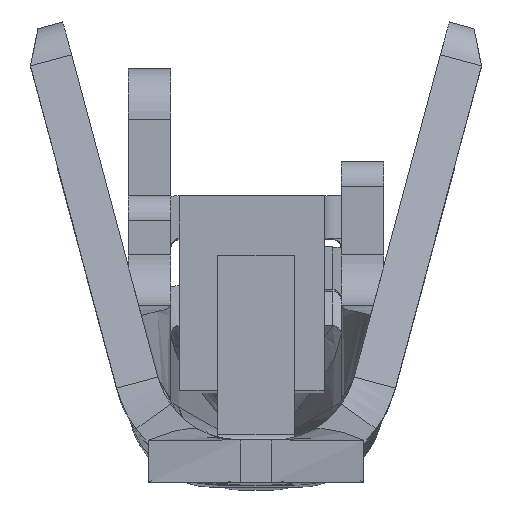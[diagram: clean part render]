
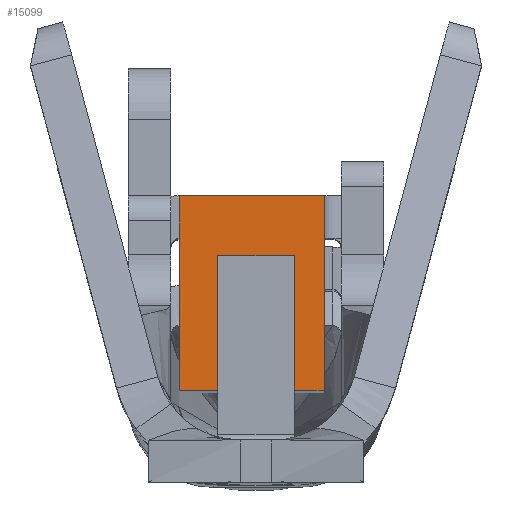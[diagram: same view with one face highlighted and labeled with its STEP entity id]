
A CAD part, top view. The second image highlights one B-rep face of the part: STEP entity #15099.
In plain terms, the highlighted planar face has unit normal (0, 0, 1).
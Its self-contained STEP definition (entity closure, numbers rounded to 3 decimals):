
#436=CARTESIAN_POINT('',(-0.45,1.7,1.931));
#437=VERTEX_POINT('',#436);
#1544=CARTESIAN_POINT('',(-0.45,1.45,1.931));
#1545=VERTEX_POINT('',#1544);
#1558=CARTESIAN_POINT('',(-0.45,1.45,1.931));
#1559=CARTESIAN_POINT('',(-0.45,1.5,1.931));
#1560=CARTESIAN_POINT('',(-0.45,1.55,1.931));
#1561=CARTESIAN_POINT('',(-0.45,1.6,1.931));
#1562=CARTESIAN_POINT('',(-0.45,1.65,1.931));
#1563=CARTESIAN_POINT('',(-0.45,1.7,1.931));
#1564=B_SPLINE_CURVE_WITH_KNOTS('',5,(#1558,#1559,#1560,#1561,#1562,#1563),.UNSPECIFIED.,.F.,.U.,(6,6),(0.,0.25),.UNSPECIFIED.);
#1565=EDGE_CURVE('',#1545,#437,#1564,.T.);
#1660=CARTESIAN_POINT('',(0.4,1.7,1.931));
#1661=VERTEX_POINT('',#1660);
#1662=CARTESIAN_POINT('',(-0.45,1.7,1.931));
#1663=CARTESIAN_POINT('',(-0.28,1.7,1.931));
#1664=CARTESIAN_POINT('',(-0.11,1.7,1.931));
#1665=CARTESIAN_POINT('',(0.06,1.7,1.931));
#1666=CARTESIAN_POINT('',(0.23,1.7,1.931));
#1667=CARTESIAN_POINT('',(0.4,1.7,1.931));
#1668=B_SPLINE_CURVE_WITH_KNOTS('',5,(#1662,#1663,#1664,#1665,#1666,#1667),.UNSPECIFIED.,.F.,.U.,(6,6),(0.,0.85),.UNSPECIFIED.);
#1669=EDGE_CURVE('',#437,#1661,#1668,.T.);
#11641=CARTESIAN_POINT('',(0.225,0.555,1.931));
#11642=VERTEX_POINT('',#11641);
#11649=CARTESIAN_POINT('',(0.225,1.346,1.931));
#11650=VERTEX_POINT('',#11649);
#11651=CARTESIAN_POINT('',(0.225,1.346,1.931));
#11652=DIRECTION('',(0.,-1.,0.));
#11653=VECTOR('',#11652,0.792);
#11654=LINE('',#11651,#11653);
#11655=EDGE_CURVE('',#11650,#11642,#11654,.T.);
#11697=CARTESIAN_POINT('',(-0.225,1.346,1.931));
#11698=VERTEX_POINT('',#11697);
#11708=CARTESIAN_POINT('',(-0.225,0.555,1.931));
#11709=VERTEX_POINT('',#11708);
#11710=CARTESIAN_POINT('',(-0.225,0.555,1.931));
#11711=DIRECTION('',(0.,1.,0.));
#11712=VECTOR('',#11711,0.792);
#11713=LINE('',#11710,#11712);
#11714=EDGE_CURVE('',#11709,#11698,#11713,.T.);
#11742=CARTESIAN_POINT('',(-0.225,1.346,1.931));
#11743=DIRECTION('',(1.,0.,0.));
#11744=VECTOR('',#11743,0.45);
#11745=LINE('',#11742,#11744);
#11746=EDGE_CURVE('',#11698,#11650,#11745,.T.);
#14944=CARTESIAN_POINT('',(-0.45,0.555,1.931));
#14945=VERTEX_POINT('',#14944);
#14952=CARTESIAN_POINT('',(-0.45,1.45,1.931));
#14953=DIRECTION('',(0.,-1.,0.));
#14954=VECTOR('',#14953,0.895);
#14955=LINE('',#14952,#14954);
#14956=EDGE_CURVE('',#1545,#14945,#14955,.T.);
#14999=CARTESIAN_POINT('',(-0.45,0.555,1.931));
#15000=DIRECTION('',(1.,0.,0.));
#15001=VECTOR('',#15000,0.225);
#15002=LINE('',#14999,#15001);
#15003=EDGE_CURVE('',#14945,#11709,#15002,.T.);
#15008=CARTESIAN_POINT('',(0.4,0.555,1.931));
#15009=VERTEX_POINT('',#15008);
#15010=CARTESIAN_POINT('',(0.225,0.555,1.931));
#15011=DIRECTION('',(1.,0.,0.));
#15012=VECTOR('',#15011,0.175);
#15013=LINE('',#15010,#15012);
#15014=EDGE_CURVE('',#11642,#15009,#15013,.T.);
#15032=CARTESIAN_POINT('',(0.4,1.45,1.931));
#15033=VERTEX_POINT('',#15032);
#15034=CARTESIAN_POINT('',(0.4,0.555,1.931));
#15035=DIRECTION('',(0.,1.,0.));
#15036=VECTOR('',#15035,0.895);
#15037=LINE('',#15034,#15036);
#15038=EDGE_CURVE('',#15009,#15033,#15037,.T.);
#15064=CARTESIAN_POINT('',(0.4,1.45,1.931));
#15065=CARTESIAN_POINT('',(0.4,1.5,1.931));
#15066=CARTESIAN_POINT('',(0.4,1.55,1.931));
#15067=CARTESIAN_POINT('',(0.4,1.6,1.931));
#15068=CARTESIAN_POINT('',(0.4,1.65,1.931));
#15069=CARTESIAN_POINT('',(0.4,1.7,1.931));
#15070=B_SPLINE_CURVE_WITH_KNOTS('',5,(#15064,#15065,#15066,#15067,#15068,#15069),.UNSPECIFIED.,.F.,.U.,(6,6),(0.,0.25),.UNSPECIFIED.);
#15071=EDGE_CURVE('',#15033,#1661,#15070,.T.);
#15082=CARTESIAN_POINT('',(-0.002,1.105,1.931));
#15083=DIRECTION('',(-1.,0.,0.));
#15084=DIRECTION('',(0.,0.,1.));
#15085=AXIS2_PLACEMENT_3D('',#15082,#15084,#15083);
#15086=PLANE('',#15085);
#15087=ORIENTED_EDGE('',*,*,#14956,.T.);
#15088=ORIENTED_EDGE('',*,*,#15003,.T.);
#15089=ORIENTED_EDGE('',*,*,#11714,.T.);
#15090=ORIENTED_EDGE('',*,*,#11746,.T.);
#15091=ORIENTED_EDGE('',*,*,#11655,.T.);
#15092=ORIENTED_EDGE('',*,*,#15014,.T.);
#15093=ORIENTED_EDGE('',*,*,#15038,.T.);
#15094=ORIENTED_EDGE('',*,*,#15071,.T.);
#15095=ORIENTED_EDGE('',*,*,#1669,.F.);
#15096=ORIENTED_EDGE('',*,*,#1565,.F.);
#15097=EDGE_LOOP('',(#15087,#15088,#15089,#15090,#15091,#15092,#15093,#15094,#15095,#15096));
#15098=FACE_OUTER_BOUND('',#15097,.T.);
#15099=ADVANCED_FACE('',(#15098),#15086,.T.);
